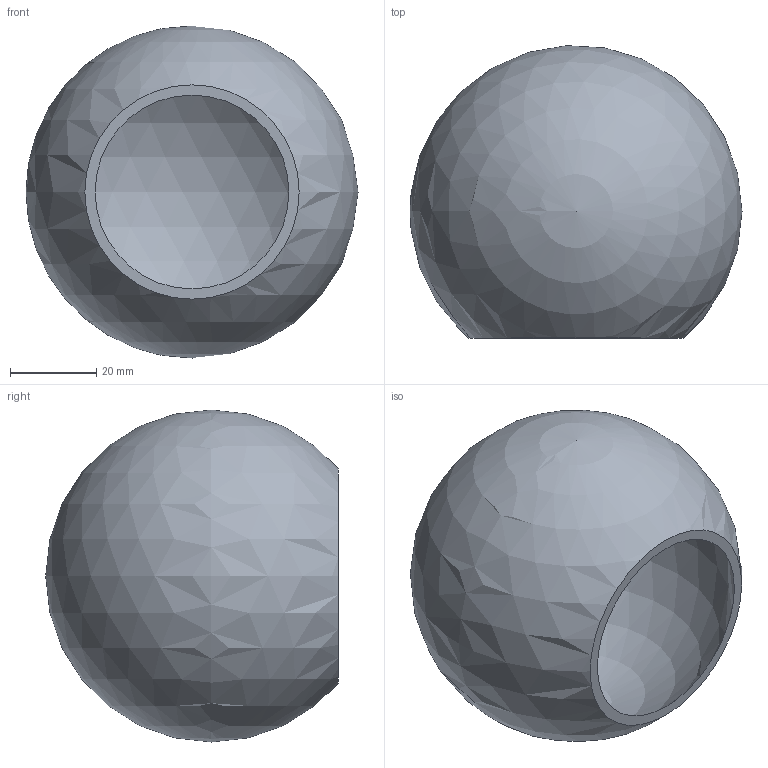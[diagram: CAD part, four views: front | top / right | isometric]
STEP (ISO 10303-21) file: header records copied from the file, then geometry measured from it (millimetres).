
FILE_DESCRIPTION(/* description */ (''),/* implementation_level */ '2;1');
FILE_NAME(/* name */ 'Sphere.stp',/* time_stamp */ '2022-09-22T11:54:25+02:00',/* author */ (''),/* organization */ (''),/* preprocessor_version */ 'ST-DEVELOPER v19',/* originating_system */ 'Autodesk Translation Framework v11.7.0.108',/* authorisation */ '');
FILE_SCHEMA (('AUTOMOTIVE_DESIGN { 1 0 10303 214 3 1 1 }'));
Length unit declared in the file: millimetre
Products named in the file (1): Sphere
Bounding box: 77 x 67.83 x 77 mm (x, y, z)
Volume: 23892.6 mm3; surface area: 32217.4 mm2
Topology: 1 solids, 1 shells, 3 faces, 8 edges, 6 vertices
Faces by surface type: sphere 2, plane 1
Entity records: 122 total; most frequent: DIRECTION 16, CARTESIAN_POINT 14, ORIENTED_EDGE 8, AXIS2_PLACEMENT_3D 8, EDGE_LOOP 6, VERTEX_POINT 6, CIRCLE 4, EDGE_CURVE 4
